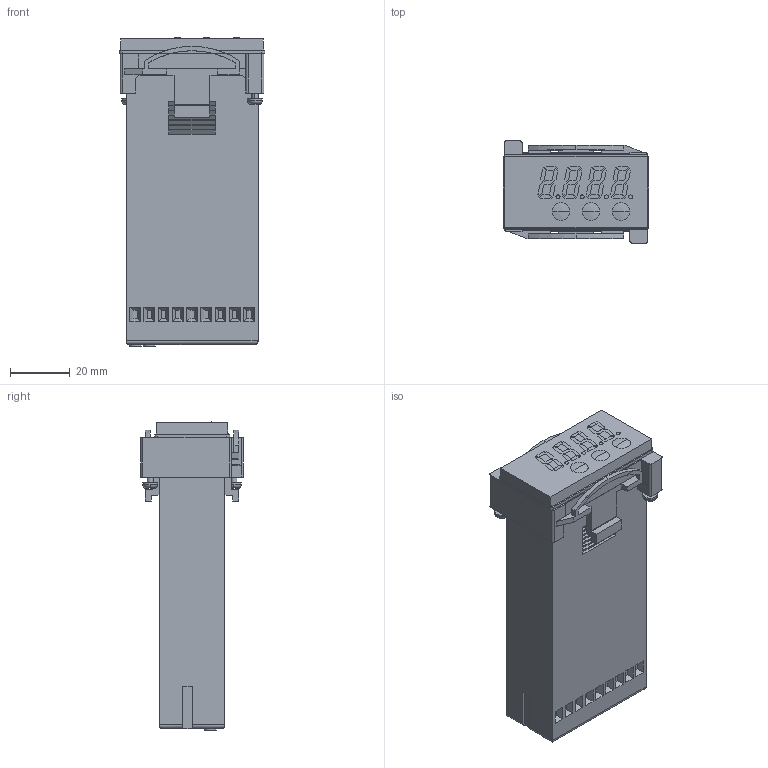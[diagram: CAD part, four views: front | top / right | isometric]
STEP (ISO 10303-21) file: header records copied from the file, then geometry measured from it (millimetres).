
FILE_DESCRIPTION(('STEP AP214'),'1');
FILE_NAME('relay_1_REG24PUJ1RLU.stp','2019-06-11T12:43:28',('TraceParts'),('TraceParts S.A.'),'Spatial InterOp 3D',' ',' ');
FILE_SCHEMA(('automotive_design'));
Length unit declared in the file: millimetre
Products named in the file (2): relay_1_REG24PUJ1RLU_1; relay_1_REG24PUJ1RLU_2
Bounding box: 48.5 x 34.2 x 102.77 mm (x, y, z)
Volume: 103045 mm3; surface area: 22509.4 mm2
Topology: 2 solids, 2 shells, 746 faces, 1886 edges, 1252 vertices
Faces by surface type: plane 625, cylinder 99, torus 16, sphere 6
Entity records: 28478 total; most frequent: CARTESIAN_POINT 4326, ORIENTED_EDGE 3772, DIRECTION 3561, EDGE_CURVE 1886, LINE 1599, VECTOR 1599, VERTEX_POINT 1252, AXIS2_PLACEMENT_3D 981
